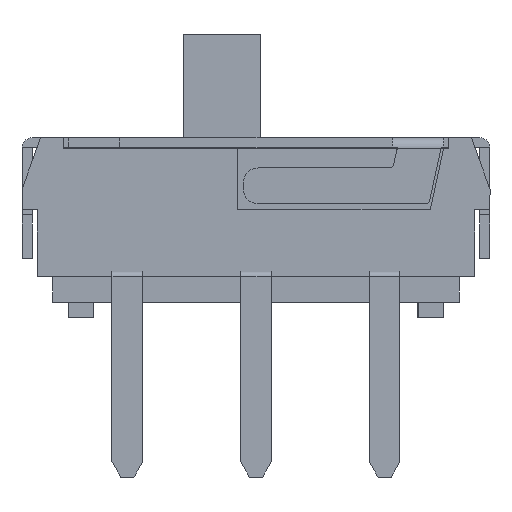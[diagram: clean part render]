
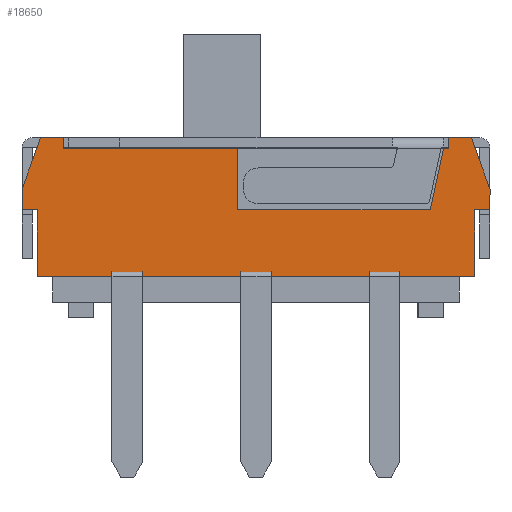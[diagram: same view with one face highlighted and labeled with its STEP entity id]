
A CAD part, front view. The second image highlights one B-rep face of the part: STEP entity #18650.
In plain terms, the highlighted planar face has unit normal (0, -1, 0).
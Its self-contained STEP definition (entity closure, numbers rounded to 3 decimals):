
#35 = CARTESIAN_POINT ( 'NONE',  ( -0.362, -1.75, -1.4 ) ) ;
#172 = CARTESIAN_POINT ( 'NONE',  ( -5.257, -1.75, -2.943 ) ) ;
#509 = CARTESIAN_POINT ( 'NONE',  ( 3.75, -1.75, -0.2 ) ) ;
#528 = CARTESIAN_POINT ( 'NONE',  ( 4.186, -1.75, 0. ) ) ;
#570 = LINE ( 'NONE', #21118, #8694 ) ;
#610 = VERTEX_POINT ( 'NONE', #12023 ) ;
#958 = DIRECTION ( 'NONE',  ( 0., -1., 0. ) ) ;
#1087 = DIRECTION ( 'NONE',  ( 1., 0., 0. ) ) ;
#1125 = CARTESIAN_POINT ( 'NONE',  ( 3.39, -1.75, -1.4 ) ) ;
#1207 = ORIENTED_EDGE ( 'NONE', *, *, #18902, .T. ) ;
#1217 = VECTOR ( 'NONE', #20676, 1000. ) ;
#1316 = DIRECTION ( 'NONE',  ( 1., 0., 0. ) ) ;
#1546 = CARTESIAN_POINT ( 'NONE',  ( -0.362, -1.75, -1.4 ) ) ;
#1841 = CARTESIAN_POINT ( 'NONE',  ( 4.25, -1.75, -3.2 ) ) ;
#1959 = LINE ( 'NONE', #16736, #19874 ) ;
#2064 = VECTOR ( 'NONE', #6385, 1000. ) ;
#2182 = DIRECTION ( 'NONE',  ( 0., 0., 1. ) ) ;
#2319 = DIRECTION ( 'NONE',  ( 0., 0., -1. ) ) ;
#2332 = LINE ( 'NONE', #172, #2677 ) ;
#2483 = VERTEX_POINT ( 'NONE', #3399 ) ;
#2650 = CARTESIAN_POINT ( 'NONE',  ( -4.186, -1.75, 0. ) ) ;
#2677 = VECTOR ( 'NONE', #7558, 1000. ) ;
#2738 = VERTEX_POINT ( 'NONE', #1125 ) ;
#3038 = CARTESIAN_POINT ( 'NONE',  ( -4.55, -1.75, 0. ) ) ;
#3396 = VERTEX_POINT ( 'NONE', #6103 ) ;
#3399 = CARTESIAN_POINT ( 'NONE',  ( -3.75, -1.75, 0. ) ) ;
#3885 = VECTOR ( 'NONE', #8787, 1000. ) ;
#4045 = ORIENTED_EDGE ( 'NONE', *, *, #7399, .F. ) ;
#4182 = LINE ( 'NONE', #22747, #14664 ) ;
#4332 = EDGE_LOOP ( 'NONE', ( #4045, #19104, #16397, #21095, #12281, #18565, #5575, #18985, #19058, #20360, #21785, #10957, #21363, #1207, #11536, #14812, #16746, #11037 ) ) ;
#4456 = EDGE_CURVE ( 'NONE', #12372, #23320, #20644, .T. ) ;
#4775 = LINE ( 'NONE', #5246, #17710 ) ;
#4932 = VERTEX_POINT ( 'NONE', #15318 ) ;
#5246 = CARTESIAN_POINT ( 'NONE',  ( -0.362, -1.75, -0.2 ) ) ;
#5575 = ORIENTED_EDGE ( 'NONE', *, *, #12826, .T. ) ;
#5735 = EDGE_CURVE ( 'NONE', #14357, #610, #12957, .T. ) ;
#5896 = LINE ( 'NONE', #18842, #20804 ) ;
#5926 = CARTESIAN_POINT ( 'NONE',  ( -4.55, -1.75, -3.2 ) ) ;
#6103 = CARTESIAN_POINT ( 'NONE',  ( -3.75, -1.75, -0.2 ) ) ;
#6134 = LINE ( 'NONE', #8308, #2064 ) ;
#6154 = PLANE ( 'NONE',  #21426 ) ;
#6385 = DIRECTION ( 'NONE',  ( 0.21, 0., 0.978 ) ) ;
#6557 = VECTOR ( 'NONE', #20951, 1000. ) ;
#6630 = VECTOR ( 'NONE', #2319, 1000. ) ;
#6993 = EDGE_CURVE ( 'NONE', #17878, #14976, #13288, .T. ) ;
#6997 = LINE ( 'NONE', #17901, #8075 ) ;
#7399 = EDGE_CURVE ( 'NONE', #2738, #23889, #6134, .T. ) ;
#7437 = CARTESIAN_POINT ( 'NONE',  ( -0.362, -1.75, -0.2 ) ) ;
#7558 = DIRECTION ( 'NONE',  ( -0.342, 0., -0.94 ) ) ;
#7608 = CARTESIAN_POINT ( 'NONE',  ( 3.648, -1.75, -0.2 ) ) ;
#7696 = VECTOR ( 'NONE', #13500, 1000. ) ;
#7728 = LINE ( 'NONE', #15115, #1217 ) ;
#7762 = VERTEX_POINT ( 'NONE', #17688 ) ;
#8075 = VECTOR ( 'NONE', #1316, 1000. ) ;
#8308 = CARTESIAN_POINT ( 'NONE',  ( 3.39, -1.75, -1.4 ) ) ;
#8368 = EDGE_CURVE ( 'NONE', #14357, #13716, #23554, .T. ) ;
#8438 = CARTESIAN_POINT ( 'NONE',  ( -4.55, -1.75, -3.2 ) ) ;
#8525 = VERTEX_POINT ( 'NONE', #7437 ) ;
#8694 = VECTOR ( 'NONE', #19191, 1000. ) ;
#8787 = DIRECTION ( 'NONE',  ( 1., 0., 0. ) ) ;
#9043 = VECTOR ( 'NONE', #20318, 1000. ) ;
#10244 = VERTEX_POINT ( 'NONE', #18374 ) ;
#10499 = VERTEX_POINT ( 'NONE', #2650 ) ;
#10713 = EDGE_CURVE ( 'NONE', #10244, #17878, #13169, .T. ) ;
#10843 = EDGE_CURVE ( 'NONE', #23191, #2738, #18126, .T. ) ;
#10939 = CARTESIAN_POINT ( 'NONE',  ( 4.25, -1.75, -1.4 ) ) ;
#10957 = ORIENTED_EDGE ( 'NONE', *, *, #5735, .F. ) ;
#11037 = ORIENTED_EDGE ( 'NONE', *, *, #18317, .F. ) ;
#11353 = CARTESIAN_POINT ( 'NONE',  ( -4.25, -1.75, -1.4 ) ) ;
#11536 = ORIENTED_EDGE ( 'NONE', *, *, #4456, .T. ) ;
#11656 = CARTESIAN_POINT ( 'NONE',  ( 3.75, -1.75, -0.2 ) ) ;
#11684 = CARTESIAN_POINT ( 'NONE',  ( 4.25, -1.75, -1.4 ) ) ;
#11826 = CARTESIAN_POINT ( 'NONE',  ( -4.55, -1.75, -1. ) ) ;
#12023 = CARTESIAN_POINT ( 'NONE',  ( 4.25, -1.75, -2.7 ) ) ;
#12227 = EDGE_CURVE ( 'NONE', #3396, #2483, #7728, .T. ) ;
#12281 = ORIENTED_EDGE ( 'NONE', *, *, #12227, .T. ) ;
#12372 = VERTEX_POINT ( 'NONE', #20884 ) ;
#12826 = EDGE_CURVE ( 'NONE', #10499, #14976, #2332, .T. ) ;
#12957 = LINE ( 'NONE', #1841, #6630 ) ;
#13072 = DIRECTION ( 'NONE',  ( 1., 0., 0. ) ) ;
#13169 = LINE ( 'NONE', #11353, #9043 ) ;
#13288 = LINE ( 'NONE', #5926, #19075 ) ;
#13401 = DIRECTION ( 'NONE',  ( -1., 0., 0. ) ) ;
#13500 = DIRECTION ( 'NONE',  ( -0.342, 0., 0.94 ) ) ;
#13693 = VECTOR ( 'NONE', #1087, 1000. ) ;
#13716 = VERTEX_POINT ( 'NONE', #15423 ) ;
#13739 = VERTEX_POINT ( 'NONE', #11656 ) ;
#13768 = DIRECTION ( 'NONE',  ( 0., 0., -1. ) ) ;
#13902 = EDGE_CURVE ( 'NONE', #13739, #7762, #16846, .T. ) ;
#14119 = CARTESIAN_POINT ( 'NONE',  ( -4.55, -1.75, -1.4 ) ) ;
#14357 = VERTEX_POINT ( 'NONE', #11684 ) ;
#14591 = EDGE_CURVE ( 'NONE', #10499, #2483, #19639, .T. ) ;
#14664 = VECTOR ( 'NONE', #13401, 1000. ) ;
#14812 = ORIENTED_EDGE ( 'NONE', *, *, #15057, .F. ) ;
#14976 = VERTEX_POINT ( 'NONE', #11826 ) ;
#15057 = EDGE_CURVE ( 'NONE', #7762, #23320, #6997, .T. ) ;
#15087 = DIRECTION ( 'NONE',  ( 0., 0., 1. ) ) ;
#15115 = CARTESIAN_POINT ( 'NONE',  ( -3.75, -1.75, -0.2 ) ) ;
#15156 = CARTESIAN_POINT ( 'NONE',  ( -3.75, -1.75, -0.2 ) ) ;
#15213 = EDGE_CURVE ( 'NONE', #4932, #10244, #5896, .T. ) ;
#15318 = CARTESIAN_POINT ( 'NONE',  ( -4.25, -1.75, -2.7 ) ) ;
#15423 = CARTESIAN_POINT ( 'NONE',  ( 4.55, -1.75, -1.4 ) ) ;
#15483 = EDGE_CURVE ( 'NONE', #3396, #8525, #20596, .T. ) ;
#16380 = EDGE_CURVE ( 'NONE', #8525, #23191, #4775, .T. ) ;
#16397 = ORIENTED_EDGE ( 'NONE', *, *, #16380, .F. ) ;
#16736 = CARTESIAN_POINT ( 'NONE',  ( -3.75, -1.75, -0.2 ) ) ;
#16746 = ORIENTED_EDGE ( 'NONE', *, *, #13902, .F. ) ;
#16846 = LINE ( 'NONE', #509, #19978 ) ;
#17688 = CARTESIAN_POINT ( 'NONE',  ( 3.75, -1.75, 0. ) ) ;
#17710 = VECTOR ( 'NONE', #18200, 1000. ) ;
#17878 = VERTEX_POINT ( 'NONE', #14119 ) ;
#17901 = CARTESIAN_POINT ( 'NONE',  ( -4.55, -1.75, 0. ) ) ;
#17956 = DIRECTION ( 'NONE',  ( 1., 0., 0. ) ) ;
#18126 = LINE ( 'NONE', #1546, #13693 ) ;
#18200 = DIRECTION ( 'NONE',  ( 0., 0., -1. ) ) ;
#18317 = EDGE_CURVE ( 'NONE', #23889, #13739, #1959, .T. ) ;
#18374 = CARTESIAN_POINT ( 'NONE',  ( -4.25, -1.75, -1.4 ) ) ;
#18508 = DIRECTION ( 'NONE',  ( 0., 0., 1. ) ) ;
#18565 = ORIENTED_EDGE ( 'NONE', *, *, #14591, .F. ) ;
#18650 = ADVANCED_FACE ( 'NONE', ( #22871 ), #6154, .T. ) ;
#18714 = CARTESIAN_POINT ( 'NONE',  ( 4.193, -1.75, -0.018 ) ) ;
#18842 = CARTESIAN_POINT ( 'NONE',  ( -4.25, -1.75, -1.4 ) ) ;
#18902 = EDGE_CURVE ( 'NONE', #13716, #12372, #570, .T. ) ;
#18985 = ORIENTED_EDGE ( 'NONE', *, *, #6993, .F. ) ;
#19058 = ORIENTED_EDGE ( 'NONE', *, *, #10713, .F. ) ;
#19075 = VECTOR ( 'NONE', #18508, 1000. ) ;
#19104 = ORIENTED_EDGE ( 'NONE', *, *, #10843, .F. ) ;
#19191 = DIRECTION ( 'NONE',  ( 0., 0., 1. ) ) ;
#19639 = LINE ( 'NONE', #3038, #20683 ) ;
#19874 = VECTOR ( 'NONE', #13072, 1000. ) ;
#19978 = VECTOR ( 'NONE', #2182, 1000. ) ;
#20318 = DIRECTION ( 'NONE',  ( -1., 0., 0. ) ) ;
#20360 = ORIENTED_EDGE ( 'NONE', *, *, #15213, .F. ) ;
#20596 = LINE ( 'NONE', #15156, #6557 ) ;
#20644 = LINE ( 'NONE', #18714, #7696 ) ;
#20676 = DIRECTION ( 'NONE',  ( 0., 0., 1. ) ) ;
#20683 = VECTOR ( 'NONE', #17956, 1000. ) ;
#20804 = VECTOR ( 'NONE', #15087, 1000. ) ;
#20884 = CARTESIAN_POINT ( 'NONE',  ( 4.55, -1.75, -1. ) ) ;
#20906 = EDGE_CURVE ( 'NONE', #610, #4932, #4182, .T. ) ;
#20951 = DIRECTION ( 'NONE',  ( 1., 0., 0. ) ) ;
#21095 = ORIENTED_EDGE ( 'NONE', *, *, #15483, .F. ) ;
#21118 = CARTESIAN_POINT ( 'NONE',  ( 4.55, -1.75, -3.2 ) ) ;
#21363 = ORIENTED_EDGE ( 'NONE', *, *, #8368, .T. ) ;
#21426 = AXIS2_PLACEMENT_3D ( 'NONE', #8438, #958, #13768 ) ;
#21785 = ORIENTED_EDGE ( 'NONE', *, *, #20906, .F. ) ;
#22747 = CARTESIAN_POINT ( 'NONE',  ( -3.95, -1.75, -2.7 ) ) ;
#22871 = FACE_OUTER_BOUND ( 'NONE', #4332, .T. ) ;
#23191 = VERTEX_POINT ( 'NONE', #35 ) ;
#23320 = VERTEX_POINT ( 'NONE', #528 ) ;
#23554 = LINE ( 'NONE', #10939, #3885 ) ;
#23889 = VERTEX_POINT ( 'NONE', #7608 ) ;
